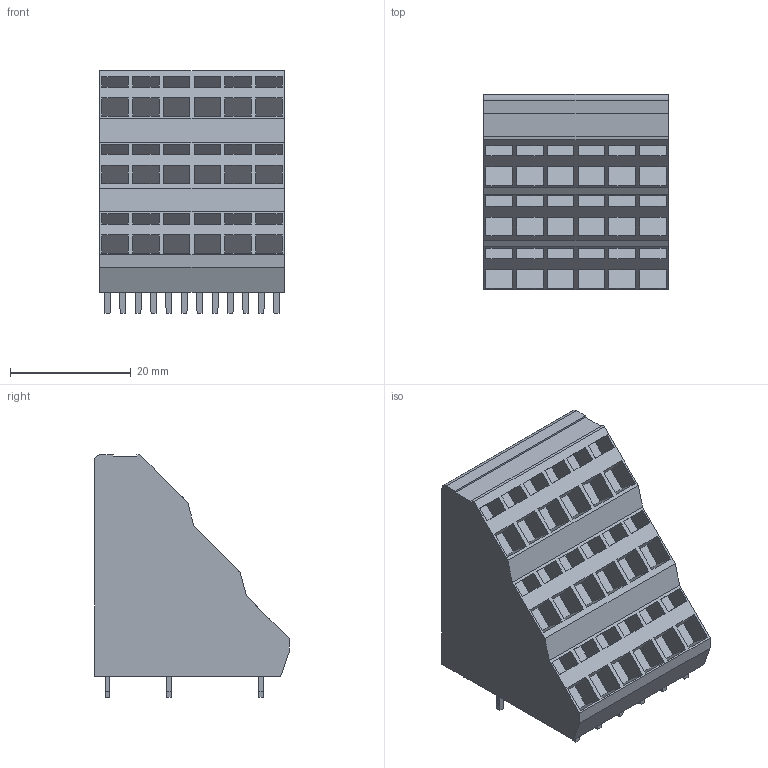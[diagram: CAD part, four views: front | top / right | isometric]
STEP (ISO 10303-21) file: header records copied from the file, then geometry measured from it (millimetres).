
FILE_DESCRIPTION(('CATIA V5 STEP Exchange','CAx-IF Rec.Pracs.--- Model Styling and Organization---1.2---2011-12-15'),'2;1');
FILE_NAME ('D1455663_0_1764950000_1764950000.stp','2018-09-07T08:38:07+00:00',('none'),('Weidmueller'),'CATIA Version 5-6 Release 2014','CATIA V5 STEP AP214','none');
FILE_SCHEMA(('AUTOMOTIVE_DESIGN { 1 0 10303 214 1 1 1 1 }'));
Length unit declared in the file: millimetre
Products named in the file (1): 1764950000
Bounding box: 30.48 x 32.2 x 40.1 mm (x, y, z)
Volume: 22399.4 mm3; surface area: 7694.6 mm2
Topology: 19 solids, 19 shells, 341 faces, 873 edges, 606 vertices
Faces by surface type: plane 340, cylinder 1
Entity records: 9159 total; most frequent: ORIENTED_EDGE 1746, CARTESIAN_POINT 1610, DIRECTION 1133, EDGE_CURVE 873, VECTOR 871, LINE 871, VERTEX_POINT 606, EDGE_LOOP 377
